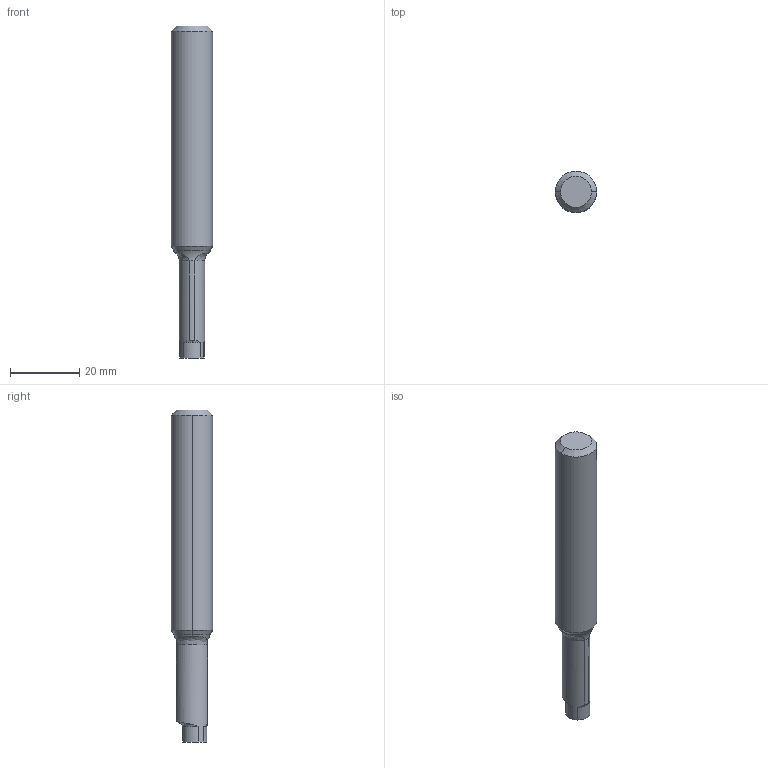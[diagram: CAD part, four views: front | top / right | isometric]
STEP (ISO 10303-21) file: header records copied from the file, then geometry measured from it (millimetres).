
FILE_DESCRIPTION(/* description */ (''),/* implementation_level */ '2;1');
FILE_NAME(/* name */ '1697684948362.stp',/* time_stamp */ '2023-10-19T08:39:20+05:00',/* author */ (''),/* organization */ ('SMS'),/* preprocessor_version */ 'ST-DEVELOPER v16.7',/* originating_system */ 'SIEMENS PLM Software NX 12.0',/* authorisation */ '');
FILE_SCHEMA (('AUTOMOTIVE_DESIGN { 1 0 10303 214 3 1 1 1 }'));
Length unit declared in the file: millimetre
Products named in the file (1): 204971838mod000_00
Bounding box: 12 x 12 x 96.1 mm (x, y, z)
Volume: 8866.8 mm3; surface area: 3372.5 mm2
Topology: 1 solids, 1 shells, 24 faces, 57 edges, 38 vertices
Faces by surface type: cylinder 8, cone 6, torus 6, plane 2, bspline 2
Entity records: 1214 total; most frequent: CARTESIAN_POINT 590, ORIENTED_EDGE 122, DIRECTION 121, EDGE_CURVE 61, AXIS2_PLACEMENT_3D 51, VERTEX_POINT 39, CIRCLE 25, ADVANCED_FACE 24
